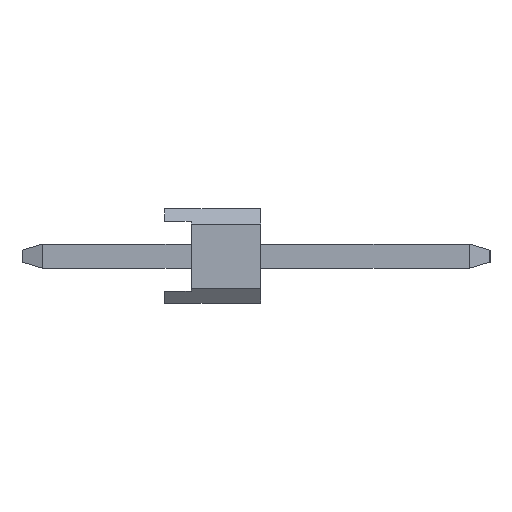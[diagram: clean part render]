
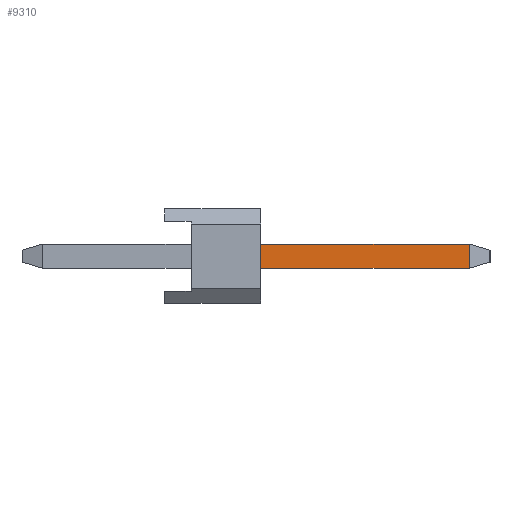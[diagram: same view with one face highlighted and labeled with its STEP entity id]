
A CAD part, left-side view. The second image highlights one B-rep face of the part: STEP entity #9310.
In plain terms, the highlighted planar face has unit normal (-1, 0, 0).
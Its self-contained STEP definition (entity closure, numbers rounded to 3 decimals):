
#5498=VERTEX_POINT('',#15410);
#5864=VERTEX_POINT('',#15810);
#7088=EDGE_CURVE('',#5498,#13172,#17194,.T.);
#9310=ADVANCED_FACE('',(#19628),#19629,.T.);
#10704=EDGE_CURVE('',#13340,#5498,#21150,.T.);
#12288=EDGE_CURVE('',#5864,#13340,#22876,.T.);
#13172=VERTEX_POINT('',#23883);
#13340=VERTEX_POINT('',#24064);
#14160=EDGE_CURVE('',#13172,#5864,#24976,.T.);
#15410=CARTESIAN_POINT('',(-39.69,-2.54,0.32));
#15810=CARTESIAN_POINT('',(-39.69,-8.074,-0.32));
#17194=LINE('',#29108,#29109);
#19628=FACE_OUTER_BOUND('',#32623,.T.);
#19629=PLANE('',#32624);
#21150=LINE('',#34844,#34845);
#22876=LINE('',#37368,#37369);
#23883=CARTESIAN_POINT('',(-39.69,-8.074,0.32));
#24064=CARTESIAN_POINT('',(-39.69,-2.54,-0.32));
#24976=LINE('',#40370,#40371);
#29108=CARTESIAN_POINT('',(-39.69,-2.42,0.32));
#29109=VECTOR('',#44107,1.0);
#32623=EDGE_LOOP('',(#46403,#46404,#46405,#46406));
#32624=AXIS2_PLACEMENT_3D('',#46407,#46408,#46409);
#34844=CARTESIAN_POINT('',(-39.69,-2.54,0.252));
#34845=VECTOR('',#47823,1.0);
#37368=CARTESIAN_POINT('',(-39.69,3.234,-0.32));
#37369=VECTOR('',#49384,1.0);
#40370=CARTESIAN_POINT('',(-39.69,-8.074,0.5));
#40371=VECTOR('',#51825,1.0);
#44107=DIRECTION('',(0.,-1.0,0.));
#46403=ORIENTED_EDGE('',*,*,#10704,.F.);
#46404=ORIENTED_EDGE('',*,*,#12288,.F.);
#46405=ORIENTED_EDGE('',*,*,#14160,.F.);
#46406=ORIENTED_EDGE('',*,*,#7088,.F.);
#46407=CARTESIAN_POINT('',(-39.69,3.234,0.5));
#46408=DIRECTION('',(-1.0,0.,0.));
#46409=DIRECTION('',(0.,1.0,0.));
#47823=DIRECTION('',(0.,0.,1.0));
#49384=DIRECTION('',(0.,1.0,0.));
#51825=DIRECTION('',(0.0,0.,-1.0));
